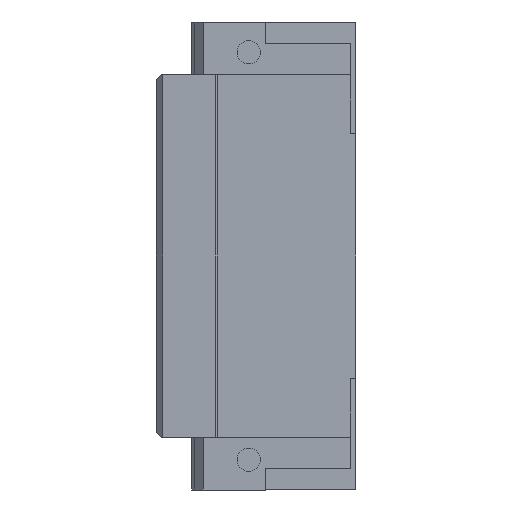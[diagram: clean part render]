
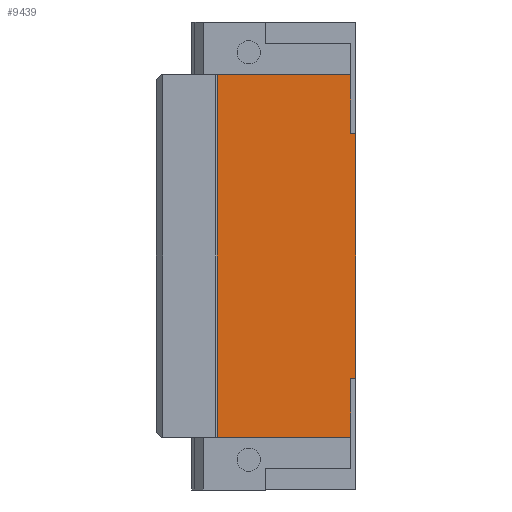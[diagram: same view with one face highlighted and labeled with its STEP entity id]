
A CAD part, left-side view. The second image highlights one B-rep face of the part: STEP entity #9439.
In plain terms, the highlighted planar face has unit normal (-1, 0, 0).
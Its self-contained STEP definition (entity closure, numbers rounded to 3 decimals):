
#1485 = VERTEX_POINT ( 'NONE', #12000 ) ;
#1487 = VERTEX_POINT ( 'NONE', #12105 ) ;
#1520 = VERTEX_POINT ( 'NONE', #12175 ) ;
#1522 = VERTEX_POINT ( 'NONE', #12135 ) ;
#1623 = VERTEX_POINT ( 'NONE', #11949 ) ;
#1624 = VERTEX_POINT ( 'NONE', #11934 ) ;
#1625 = VERTEX_POINT ( 'NONE', #12016 ) ;
#1626 = VERTEX_POINT ( 'NONE', #12125 ) ;
#6736 = LINE ( 'NONE', #18414, #6738 ) ;
#6738 = VECTOR ( 'NONE', #18415, 1000. ) ;
#6781 = LINE ( 'NONE', #18448, #6782 ) ;
#6782 = VECTOR ( 'NONE', #18449, 1000. ) ;
#6837 = LINE ( 'NONE', #18526, #6848 ) ;
#6838 = LINE ( 'NONE', #18516, #6842 ) ;
#6842 = VECTOR ( 'NONE', #18527, 1000. ) ;
#6844 = LINE ( 'NONE', #18528, #6845 ) ;
#6845 = VECTOR ( 'NONE', #18529, 1000. ) ;
#6846 = LINE ( 'NONE', #18531, #6847 ) ;
#6847 = VECTOR ( 'NONE', #18532, 1000. ) ;
#6848 = VECTOR ( 'NONE', #18533, 1000. ) ;
#6850 = LINE ( 'NONE', #18534, #6851 ) ;
#6851 = VECTOR ( 'NONE', #18535, 1000. ) ;
#6858 = LINE ( 'NONE', #18576, #6859 ) ;
#6859 = VECTOR ( 'NONE', #18577, 1000. ) ;
#9439 = ADVANCED_FACE ( 'NONE', ( #15400 ), #11102, .F. ) ;
#10266 = EDGE_LOOP ( 'NONE', ( #19299, #19298, #19297, #19296, #19295, #19294, #19293, #19292 ) ) ;
#11094 = CARTESIAN_POINT ( 'NONE',  ( -34.5, 26.9, 43.1 ) ) ;
#11102 = PLANE ( 'NONE',  #14728 ) ;
#11114 = DIRECTION ( 'NONE',  ( 1., 0., 0. ) ) ;
#11115 = DIRECTION ( 'NONE',  ( 0., 1., 0. ) ) ;
#11934 = CARTESIAN_POINT ( 'NONE',  ( -34.5, 26.9, -43.1 ) ) ;
#11949 = CARTESIAN_POINT ( 'NONE',  ( -34.5, -4.8, 29.1 ) ) ;
#12000 = CARTESIAN_POINT ( 'NONE',  ( -34.5, -4.8, 43.1 ) ) ;
#12016 = CARTESIAN_POINT ( 'NONE',  ( -34.5, -4.8, -43.1 ) ) ;
#12105 = CARTESIAN_POINT ( 'NONE',  ( -34.5, 26.9, 43.1 ) ) ;
#12125 = CARTESIAN_POINT ( 'NONE',  ( -34.5, -4.8, -29.1 ) ) ;
#12135 = CARTESIAN_POINT ( 'NONE',  ( -34.5, -6., 29.1 ) ) ;
#12175 = CARTESIAN_POINT ( 'NONE',  ( -34.5, -6., -29.1 ) ) ;
#14411 = EDGE_CURVE ( 'NONE', #1522, #1520, #6736, .T. ) ;
#14428 = EDGE_CURVE ( 'NONE', #1487, #1485, #6781, .T. ) ;
#14461 = EDGE_CURVE ( 'NONE', #1626, #1625, #6838, .T. ) ;
#14462 = EDGE_CURVE ( 'NONE', #1520, #1626, #6844, .T. ) ;
#14463 = EDGE_CURVE ( 'NONE', #1624, #1625, #6846, .T. ) ;
#14464 = EDGE_CURVE ( 'NONE', #1623, #1485, #6837, .T. ) ;
#14465 = EDGE_CURVE ( 'NONE', #1522, #1623, #6850, .T. ) ;
#14473 = EDGE_CURVE ( 'NONE', #1487, #1624, #6858, .T. ) ;
#14728 = AXIS2_PLACEMENT_3D ( 'NONE', #11094, #11114, #11115 ) ;
#15400 = FACE_OUTER_BOUND ( 'NONE', #10266, .T. ) ;
#18414 = CARTESIAN_POINT ( 'NONE',  ( -34.5, -6., 43.1 ) ) ;
#18415 = DIRECTION ( 'NONE',  ( 0., 0., -1. ) ) ;
#18448 = CARTESIAN_POINT ( 'NONE',  ( -34.5, 26.9, 43.1 ) ) ;
#18449 = DIRECTION ( 'NONE',  ( 0., -1., 0. ) ) ;
#18516 = CARTESIAN_POINT ( 'NONE',  ( -34.5, -4.8, 43.1 ) ) ;
#18526 = CARTESIAN_POINT ( 'NONE',  ( -34.5, -4.8, 43.1 ) ) ;
#18527 = DIRECTION ( 'NONE',  ( 0., 0., -1. ) ) ;
#18528 = CARTESIAN_POINT ( 'NONE',  ( -34.5, 26.9, -29.1 ) ) ;
#18529 = DIRECTION ( 'NONE',  ( 0., 1., 0. ) ) ;
#18531 = CARTESIAN_POINT ( 'NONE',  ( -34.5, 26.9, -43.1 ) ) ;
#18532 = DIRECTION ( 'NONE',  ( 0., -1., 0. ) ) ;
#18533 = DIRECTION ( 'NONE',  ( 0., 0., 1. ) ) ;
#18534 = CARTESIAN_POINT ( 'NONE',  ( -34.5, 26.9, 29.1 ) ) ;
#18535 = DIRECTION ( 'NONE',  ( 0., 1., 0. ) ) ;
#18576 = CARTESIAN_POINT ( 'NONE',  ( -34.5, 26.9, 43.1 ) ) ;
#18577 = DIRECTION ( 'NONE',  ( 0., 0., -1. ) ) ;
#19292 = ORIENTED_EDGE ( 'NONE', *, *, #14411, .F. ) ;
#19293 = ORIENTED_EDGE ( 'NONE', *, *, #14462, .F. ) ;
#19294 = ORIENTED_EDGE ( 'NONE', *, *, #14461, .F. ) ;
#19295 = ORIENTED_EDGE ( 'NONE', *, *, #14463, .T. ) ;
#19296 = ORIENTED_EDGE ( 'NONE', *, *, #14473, .T. ) ;
#19297 = ORIENTED_EDGE ( 'NONE', *, *, #14428, .F. ) ;
#19298 = ORIENTED_EDGE ( 'NONE', *, *, #14464, .T. ) ;
#19299 = ORIENTED_EDGE ( 'NONE', *, *, #14465, .T. ) ;
